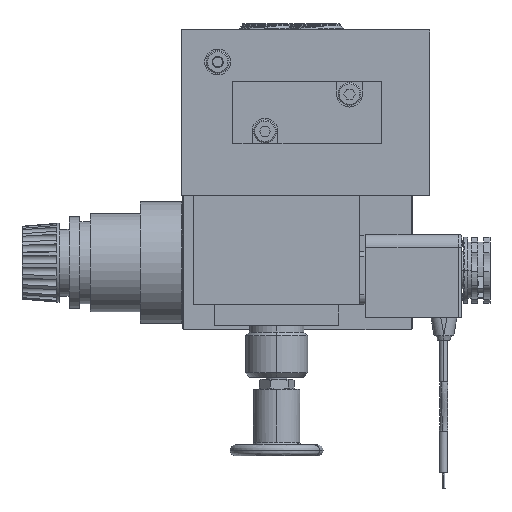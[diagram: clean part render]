
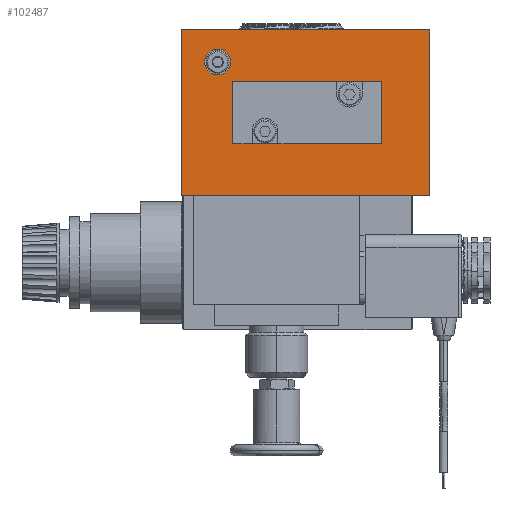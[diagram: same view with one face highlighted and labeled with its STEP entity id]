
A CAD part, left-side view. The second image highlights one B-rep face of the part: STEP entity #102487.
In plain terms, the highlighted planar face has unit normal (-1, 0, 0).
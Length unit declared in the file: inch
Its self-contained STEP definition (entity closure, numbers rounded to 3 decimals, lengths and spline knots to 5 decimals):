
#1083 = CARTESIAN_POINT ( 'NONE',  ( -1.625, 0., 1. ) ) ;
#3022 = CARTESIAN_POINT ( 'NONE',  ( -1.625, 1.5, -1. ) ) ;
#3186 = CARTESIAN_POINT ( 'NONE',  ( -1.625, -1.5, -1. ) ) ;
#3863 = DIRECTION ( 'NONE',  ( 0., -1., 0. ) ) ;
#4232 = CARTESIAN_POINT ( 'NONE',  ( -1.625, 0.879, -0.375 ) ) ;
#5378 = VECTOR ( 'NONE', #166336, 39.37008 ) ;
#5924 = VERTEX_POINT ( 'NONE', #175027 ) ;
#5941 = AXIS2_PLACEMENT_3D ( 'NONE', #3022, #58188, #171192 ) ;
#8149 = ORIENTED_EDGE ( 'NONE', *, *, #136628, .T. ) ;
#10401 = EDGE_CURVE ( 'NONE', #38884, #68237, #137076, .T. ) ;
#13833 = DIRECTION ( 'NONE',  ( 0., 1., 0. ) ) ;
#13926 = CARTESIAN_POINT ( 'NONE',  ( -1.625, 1.0625, 0.6125 ) ) ;
#14303 = VECTOR ( 'NONE', #85944, 39.37008 ) ;
#15807 = CARTESIAN_POINT ( 'NONE',  ( -1.625, 1.0625, 0.6125 ) ) ;
#19296 = CARTESIAN_POINT ( 'NONE',  ( -1.625, 1.5, 0. ) ) ;
#20197 = CARTESIAN_POINT ( 'NONE',  ( -1.625, -1.5, 0. ) ) ;
#23137 = DIRECTION ( 'NONE',  ( 0., 0., 1. ) ) ;
#24577 = EDGE_CURVE ( 'NONE', #164297, #84994, #67551, .T. ) ;
#24874 = CIRCLE ( 'NONE', #71340, 0.15625 ) ;
#27928 = DIRECTION ( 'NONE',  ( 1., 0., 0. ) ) ;
#28606 = DIRECTION ( 'NONE',  ( 0., 0., 1. ) ) ;
#31103 = VECTOR ( 'NONE', #23137, 39.37008 ) ;
#32167 = CIRCLE ( 'NONE', #96474, 0.15625 ) ;
#32544 = LINE ( 'NONE', #52184, #157980 ) ;
#32847 = VERTEX_POINT ( 'NONE', #138000 ) ;
#33928 = LINE ( 'NONE', #168524, #116157 ) ;
#38884 = VERTEX_POINT ( 'NONE', #4232 ) ;
#44505 = CARTESIAN_POINT ( 'NONE',  ( -1.625, 0., -1. ) ) ;
#45224 = EDGE_CURVE ( 'NONE', #32847, #45395, #106018, .T. ) ;
#45395 = VERTEX_POINT ( 'NONE', #124473 ) ;
#52184 = CARTESIAN_POINT ( 'NONE',  ( -1.625, 0., -0.375 ) ) ;
#55423 = FACE_BOUND ( 'NONE', #66726, .T. ) ;
#58188 = DIRECTION ( 'NONE',  ( -1., 0., 0. ) ) ;
#63970 = FACE_OUTER_BOUND ( 'NONE', #90554, .T. ) ;
#66726 = EDGE_LOOP ( 'NONE', ( #150114, #86635 ) ) ;
#67551 = LINE ( 'NONE', #44505, #164928 ) ;
#68237 = VERTEX_POINT ( 'NONE', #172391 ) ;
#68433 = DIRECTION ( 'NONE',  ( 0., 0., 1. ) ) ;
#71340 = AXIS2_PLACEMENT_3D ( 'NONE', #13926, #27928, #68433 ) ;
#71767 = ORIENTED_EDGE ( 'NONE', *, *, #24577, .T. ) ;
#79310 = EDGE_CURVE ( 'NONE', #68237, #5924, #33928, .T. ) ;
#81406 = EDGE_CURVE ( 'NONE', #162968, #38884, #32544, .T. ) ;
#84994 = VERTEX_POINT ( 'NONE', #3186 ) ;
#85944 = DIRECTION ( 'NONE',  ( 0., 0., -1. ) ) ;
#86635 = ORIENTED_EDGE ( 'NONE', *, *, #172900, .T. ) ;
#90554 = EDGE_LOOP ( 'NONE', ( #137064, #179437, #97962, #71767 ) ) ;
#90943 = DIRECTION ( 'NONE',  ( 0., 0., 1. ) ) ;
#91126 = EDGE_CURVE ( 'NONE', #84994, #32847, #122671, .T. ) ;
#91318 = ORIENTED_EDGE ( 'NONE', *, *, #10401, .T. ) ;
#92596 = VERTEX_POINT ( 'NONE', #134911 ) ;
#93266 = ORIENTED_EDGE ( 'NONE', *, *, #81406, .T. ) ;
#96474 = AXIS2_PLACEMENT_3D ( 'NONE', #15807, #113783, #28606 ) ;
#96961 = PLANE ( 'NONE',  #5941 ) ;
#97962 = ORIENTED_EDGE ( 'NONE', *, *, #133896, .T. ) ;
#99066 = DIRECTION ( 'NONE',  ( 0., -1., 0. ) ) ;
#102487 = ADVANCED_FACE ( 'NONE', ( #109481, #55423, #63970 ), #96961, .T. ) ;
#105343 = LINE ( 'NONE', #19296, #14303 ) ;
#106018 = LINE ( 'NONE', #1083, #136601 ) ;
#107885 = CARTESIAN_POINT ( 'NONE',  ( -1.625, 1.5, -1. ) ) ;
#109481 = FACE_BOUND ( 'NONE', #121060, .T. ) ;
#113783 = DIRECTION ( 'NONE',  ( 1., 0., 0. ) ) ;
#116157 = VECTOR ( 'NONE', #99066, 39.37008 ) ;
#119731 = CARTESIAN_POINT ( 'NONE',  ( -1.625, 1.0625, 0.76875 ) ) ;
#121060 = EDGE_LOOP ( 'NONE', ( #91318, #164775, #8149, #93266 ) ) ;
#122671 = LINE ( 'NONE', #20197, #135674 ) ;
#124473 = CARTESIAN_POINT ( 'NONE',  ( -1.625, 1.5, 1. ) ) ;
#128117 = VERTEX_POINT ( 'NONE', #119731 ) ;
#132884 = EDGE_CURVE ( 'NONE', #128117, #92596, #32167, .T. ) ;
#133147 = CARTESIAN_POINT ( 'NONE',  ( -1.625, -0.921, -0.375 ) ) ;
#133896 = EDGE_CURVE ( 'NONE', #45395, #164297, #105343, .T. ) ;
#134911 = CARTESIAN_POINT ( 'NONE',  ( -1.625, 1.0625, 0.45625 ) ) ;
#135674 = VECTOR ( 'NONE', #90943, 39.37008 ) ;
#136601 = VECTOR ( 'NONE', #13833, 39.37008 ) ;
#136628 = EDGE_CURVE ( 'NONE', #5924, #162968, #163396, .T. ) ;
#137064 = ORIENTED_EDGE ( 'NONE', *, *, #91126, .T. ) ;
#137076 = LINE ( 'NONE', #160991, #31103 ) ;
#138000 = CARTESIAN_POINT ( 'NONE',  ( -1.625, -1.5, 1. ) ) ;
#149453 = DIRECTION ( 'NONE',  ( 0., 1., 0. ) ) ;
#150114 = ORIENTED_EDGE ( 'NONE', *, *, #132884, .T. ) ;
#152436 = CARTESIAN_POINT ( 'NONE',  ( -1.625, -0.921, 0. ) ) ;
#157980 = VECTOR ( 'NONE', #149453, 39.37008 ) ;
#160991 = CARTESIAN_POINT ( 'NONE',  ( -1.625, 0.879, 0. ) ) ;
#162968 = VERTEX_POINT ( 'NONE', #133147 ) ;
#163396 = LINE ( 'NONE', #152436, #5378 ) ;
#164297 = VERTEX_POINT ( 'NONE', #107885 ) ;
#164775 = ORIENTED_EDGE ( 'NONE', *, *, #79310, .T. ) ;
#164928 = VECTOR ( 'NONE', #3863, 39.37008 ) ;
#166336 = DIRECTION ( 'NONE',  ( 0., 0., -1. ) ) ;
#168524 = CARTESIAN_POINT ( 'NONE',  ( -1.625, 0., 0.375 ) ) ;
#171192 = DIRECTION ( 'NONE',  ( 0., -1., 0. ) ) ;
#172391 = CARTESIAN_POINT ( 'NONE',  ( -1.625, 0.879, 0.375 ) ) ;
#172900 = EDGE_CURVE ( 'NONE', #92596, #128117, #24874, .T. ) ;
#175027 = CARTESIAN_POINT ( 'NONE',  ( -1.625, -0.921, 0.375 ) ) ;
#179437 = ORIENTED_EDGE ( 'NONE', *, *, #45224, .T. ) ;
